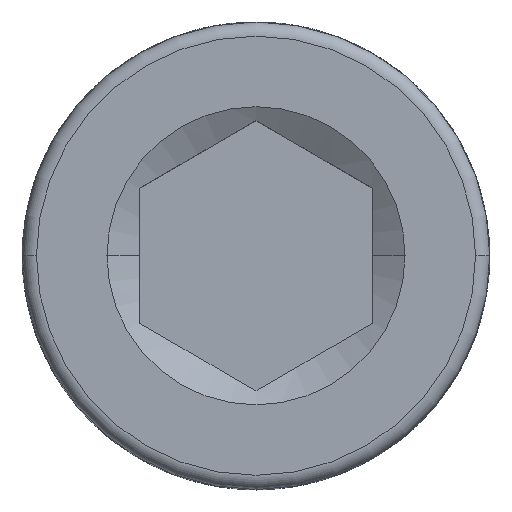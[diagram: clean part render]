
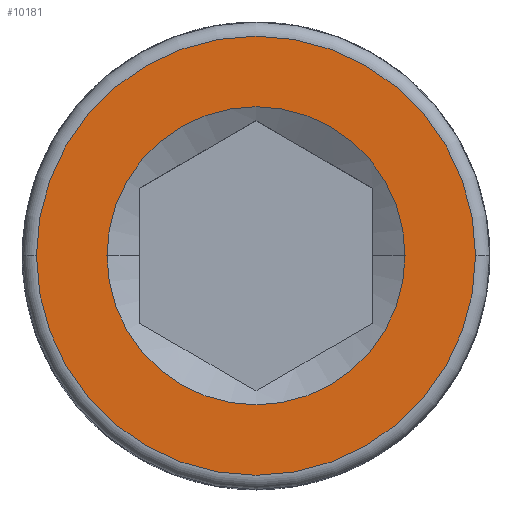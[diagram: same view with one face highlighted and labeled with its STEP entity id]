
A CAD part, top view. The second image highlights one B-rep face of the part: STEP entity #10181.
In plain terms, the highlighted planar face has unit normal (0, 0, 1).
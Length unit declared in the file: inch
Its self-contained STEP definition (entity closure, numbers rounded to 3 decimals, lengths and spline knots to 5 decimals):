
#289 = DIRECTION ( 'NONE',  ( 1., 0., 0. ) ) ;
#305 = VERTEX_POINT ( 'NONE', #15490 ) ;
#549 = VERTEX_POINT ( 'NONE', #13198 ) ;
#741 = CIRCLE ( 'NONE', #12859, 0.09963 ) ;
#979 = CIRCLE ( 'NONE', #4944, 0.09963 ) ;
#2246 = CARTESIAN_POINT ( 'NONE',  ( 0., 0.14675, 0.47 ) ) ;
#3455 = ORIENTED_EDGE ( 'NONE', *, *, #6978, .F. ) ;
#3590 = EDGE_CURVE ( 'NONE', #549, #305, #13369, .T. ) ;
#3615 = DIRECTION ( 'NONE',  ( 1., 0., 0. ) ) ;
#3916 = EDGE_LOOP ( 'NONE', ( #4831, #14921 ) ) ;
#4676 = ORIENTED_EDGE ( 'NONE', *, *, #3590, .F. ) ;
#4831 = ORIENTED_EDGE ( 'NONE', *, *, #6129, .F. ) ;
#4944 = AXIS2_PLACEMENT_3D ( 'NONE', #13771, #15000, #289 ) ;
#4948 = CARTESIAN_POINT ( 'NONE',  ( 0., 0., 0.47 ) ) ;
#5783 = VERTEX_POINT ( 'NONE', #7999 ) ;
#5849 = DIRECTION ( 'NONE',  ( 0., 0., 1. ) ) ;
#6129 = EDGE_CURVE ( 'NONE', #5783, #11886, #741, .T. ) ;
#6876 = CIRCLE ( 'NONE', #12704, 0.14675 ) ;
#6919 = CARTESIAN_POINT ( 'NONE',  ( 0., 0., 0.47 ) ) ;
#6978 = EDGE_CURVE ( 'NONE', #305, #549, #6876, .T. ) ;
#7074 = DIRECTION ( 'NONE',  ( -1., 0., 0. ) ) ;
#7410 = DIRECTION ( 'NONE',  ( 0., 0., 1. ) ) ;
#7412 = CARTESIAN_POINT ( 'NONE',  ( -0.09963, 0., 0.47 ) ) ;
#7723 = AXIS2_PLACEMENT_3D ( 'NONE', #13014, #12900, #8168 ) ;
#7999 = CARTESIAN_POINT ( 'NONE',  ( 0.09963, 0., 0.47 ) ) ;
#8168 = DIRECTION ( 'NONE',  ( -1., 0., 0. ) ) ;
#9834 = FACE_BOUND ( 'NONE', #3916, .T. ) ;
#10181 = ADVANCED_FACE ( 'NONE', ( #9834, #12883 ), #14406, .T. ) ;
#11886 = VERTEX_POINT ( 'NONE', #7412 ) ;
#12704 = AXIS2_PLACEMENT_3D ( 'NONE', #6919, #15492, #7074 ) ;
#12859 = AXIS2_PLACEMENT_3D ( 'NONE', #4948, #7410, #3615 ) ;
#12883 = FACE_OUTER_BOUND ( 'NONE', #13116, .T. ) ;
#12900 = DIRECTION ( 'NONE',  ( 0., 0., -1. ) ) ;
#13014 = CARTESIAN_POINT ( 'NONE',  ( 0., 0., 0.47 ) ) ;
#13116 = EDGE_LOOP ( 'NONE', ( #3455, #4676 ) ) ;
#13198 = CARTESIAN_POINT ( 'NONE',  ( 0.14675, 0., 0.47 ) ) ;
#13369 = CIRCLE ( 'NONE', #7723, 0.14675 ) ;
#13771 = CARTESIAN_POINT ( 'NONE',  ( 0., 0., 0.47 ) ) ;
#14358 = DIRECTION ( 'NONE',  ( 1., 0., 0. ) ) ;
#14406 = PLANE ( 'NONE',  #14791 ) ;
#14791 = AXIS2_PLACEMENT_3D ( 'NONE', #2246, #5849, #14358 ) ;
#14921 = ORIENTED_EDGE ( 'NONE', *, *, #15637, .F. ) ;
#15000 = DIRECTION ( 'NONE',  ( 0., 0., 1. ) ) ;
#15490 = CARTESIAN_POINT ( 'NONE',  ( -0.14675, 0., 0.47 ) ) ;
#15492 = DIRECTION ( 'NONE',  ( 0., 0., -1. ) ) ;
#15637 = EDGE_CURVE ( 'NONE', #11886, #5783, #979, .T. ) ;
